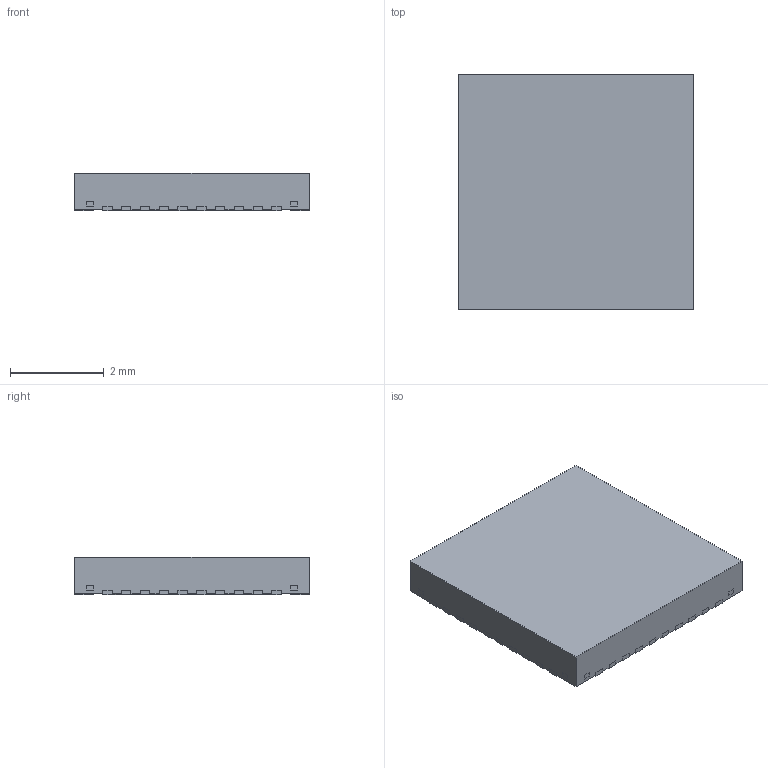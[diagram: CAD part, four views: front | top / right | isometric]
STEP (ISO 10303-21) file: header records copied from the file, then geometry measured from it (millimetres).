
FILE_DESCRIPTION((''),'2;1');
FILE_NAME('RSB0040A_ASM','2016-08-25T',('a0412025'),(''),'CREO PARAMETRIC BY PTC INC, 2016050','CREO PARAMETRIC BY PTC INC, 2016050','');
FILE_SCHEMA(('AUTOMOTIVE_DESIGN { 1 0 10303 214 1 1 1 1 }'));
Length unit declared in the file: millimetre
Products named in the file (4): BODY-QFN; FRAME-RSB0040A; PIN1-ID; RSB0040A_ASM
Assembly tree (3 placements, depth 2):
  RSB0040A_ASM
    BODY-QFN
    FRAME-RSB0040A
    PIN1-ID
Bounding box: 5 x 5 x 0.8 mm (x, y, z)
Volume: 19.8 mm3; surface area: 119.1 mm2
Topology: 46 solids, 46 shells, 485 faces, 1170 edges, 780 vertices
Faces by surface type: plane 485
Entity records: 18332 total; most frequent: CARTESIAN_POINT 2449, ORIENTED_EDGE 2340, DIRECTION 2154, PRESENTATION_STYLE_ASSIGNMENT 1257, STYLED_ITEM 1216, VECTOR 1170, LINE 1170, CURVE_STYLE 1170
